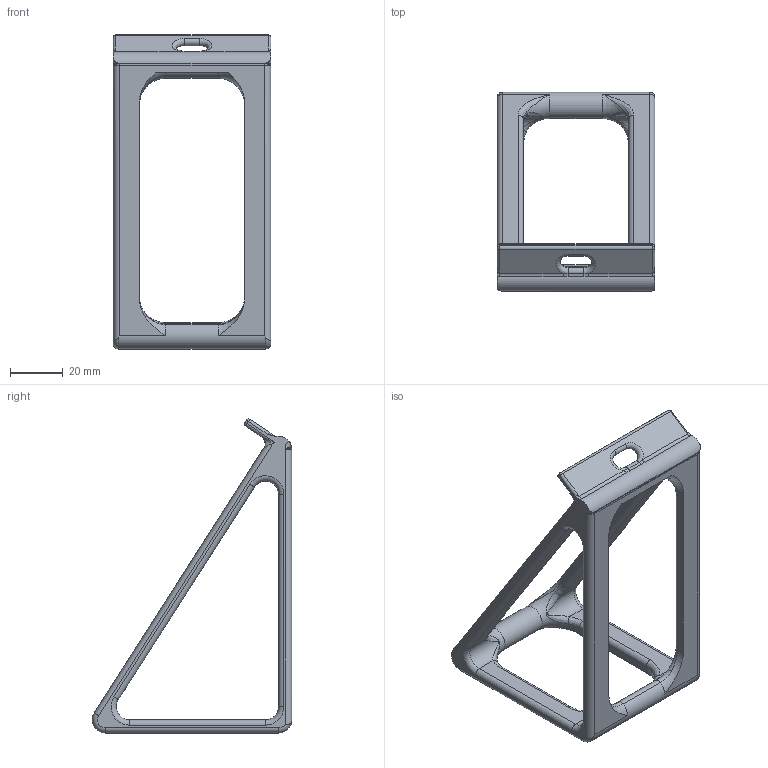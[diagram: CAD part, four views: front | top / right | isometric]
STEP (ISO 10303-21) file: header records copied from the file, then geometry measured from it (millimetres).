
FILE_DESCRIPTION(/* description */ (''),/* implementation_level */ '2;1');
FILE_NAME(/* name */ 'phoneholder v1.step',/* time_stamp */ '2023-11-15T22:16:12+03:00',/* author */ (''),/* organization */ (''),/* preprocessor_version */ 'ST-DEVELOPER v20',/* originating_system */ 'Autodesk Translation Framework v12.14.0.127',/* authorisation */ '');
FILE_SCHEMA (('AUTOMOTIVE_DESIGN { 1 0 10303 214 3 1 1 }'));
Length unit declared in the file: millimetre
Products named in the file (1): phoneholder
Bounding box: 60 x 75.85 x 119.43 mm (x, y, z)
Volume: 43005.4 mm3; surface area: 21200.2 mm2
Topology: 1 solids, 1 shells, 172 faces, 440 edges, 256 vertices
Faces by surface type: cylinder 55, bspline 42, plane 41, torus 30, sphere 4
Full cylindrical faces by diameter (mm): 10 x1
Entity records: 6978 total; most frequent: CARTESIAN_POINT 2994, ORIENTED_EDGE 872, DIRECTION 784, EDGE_CURVE 436, AXIS2_PLACEMENT_3D 311, VERTEX_POINT 258, CIRCLE 176, EDGE_LOOP 174
